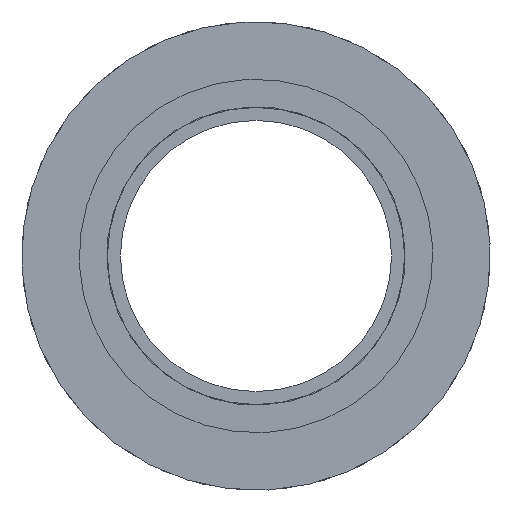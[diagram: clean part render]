
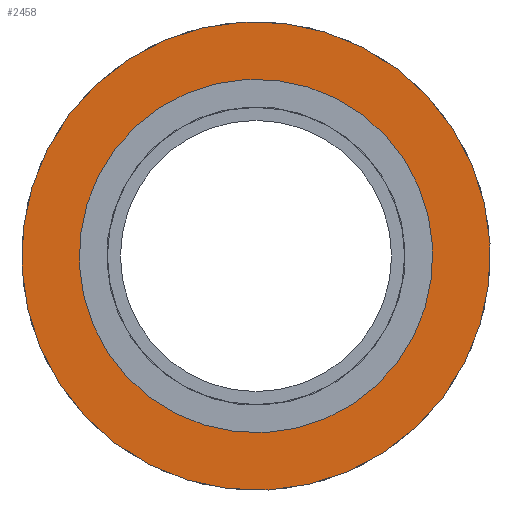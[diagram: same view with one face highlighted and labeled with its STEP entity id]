
A CAD part, front view. The second image highlights one B-rep face of the part: STEP entity #2458.
In plain terms, the highlighted planar face has unit normal (0, -1, 0).
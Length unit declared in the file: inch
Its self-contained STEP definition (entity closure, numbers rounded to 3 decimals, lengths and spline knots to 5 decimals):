
#195 = AXIS2_PLACEMENT_3D ( 'NONE', #3850, #3851, #3852 ) ;
#200 = CIRCLE ( 'NONE', #195, 0.815 ) ;
#227 = AXIS2_PLACEMENT_3D ( 'NONE', #3790, #3791, #3792 ) ;
#231 = CIRCLE ( 'NONE', #227, 0.815 ) ;
#795 = EDGE_LOOP ( 'NONE', ( #3210, #3209 ) ) ;
#797 = EDGE_LOOP ( 'NONE', ( #3207, #3205 ) ) ;
#1176 = CIRCLE ( 'NONE', #1353, 1.08 ) ;
#1303 = AXIS2_PLACEMENT_3D ( 'NONE', #2627, #2631, #2632 ) ;
#1312 = AXIS2_PLACEMENT_3D ( 'NONE', #1446, #1447, #1448 ) ;
#1350 = CIRCLE ( 'NONE', #1312, 1.08 ) ;
#1353 = AXIS2_PLACEMENT_3D ( 'NONE', #1759, #1760, #1761 ) ;
#1446 = CARTESIAN_POINT ( 'NONE',  ( 0., -0.797, 0. ) ) ;
#1447 = DIRECTION ( 'NONE',  ( 0., 1., 0. ) ) ;
#1448 = DIRECTION ( 'NONE',  ( -0.051, 0., 0.999 ) ) ;
#1634 = CARTESIAN_POINT ( 'NONE',  ( 0.04192, -0.797, -0.81392 ) ) ;
#1723 = CARTESIAN_POINT ( 'NONE',  ( 0.05555, -0.797, -1.07857 ) ) ;
#1727 = CARTESIAN_POINT ( 'NONE',  ( -0.05555, -0.797, 1.07857 ) ) ;
#1731 = CARTESIAN_POINT ( 'NONE',  ( -0.04192, -0.797, 0.81392 ) ) ;
#1759 = CARTESIAN_POINT ( 'NONE',  ( 0., -0.797, 0. ) ) ;
#1760 = DIRECTION ( 'NONE',  ( 0., 1., 0. ) ) ;
#1761 = DIRECTION ( 'NONE',  ( -0.051, 0., 0.999 ) ) ;
#2458 = ADVANCED_FACE ( 'NONE', ( #2628, #2629 ), #2630, .T. ) ;
#2544 = EDGE_CURVE ( 'NONE', #3503, #3492, #1350, .T. ) ;
#2627 = CARTESIAN_POINT ( 'NONE',  ( -1.07857, -0.797, -0.05555 ) ) ;
#2628 = FACE_BOUND ( 'NONE', #795, .T. ) ;
#2629 = FACE_OUTER_BOUND ( 'NONE', #797, .T. ) ;
#2630 = PLANE ( 'NONE',  #1303 ) ;
#2631 = DIRECTION ( 'NONE',  ( 0., -1., 0. ) ) ;
#2632 = DIRECTION ( 'NONE',  ( 0.051, 0., -0.999 ) ) ;
#3109 = VERTEX_POINT ( 'NONE', #1634 ) ;
#3205 = ORIENTED_EDGE ( 'NONE', *, *, #3592, .F. ) ;
#3207 = ORIENTED_EDGE ( 'NONE', *, *, #2544, .F. ) ;
#3209 = ORIENTED_EDGE ( 'NONE', *, *, #3655, .T. ) ;
#3210 = ORIENTED_EDGE ( 'NONE', *, *, #3635, .T. ) ;
#3492 = VERTEX_POINT ( 'NONE', #1723 ) ;
#3494 = VERTEX_POINT ( 'NONE', #1731 ) ;
#3503 = VERTEX_POINT ( 'NONE', #1727 ) ;
#3592 = EDGE_CURVE ( 'NONE', #3492, #3503, #1176, .T. ) ;
#3635 = EDGE_CURVE ( 'NONE', #3494, #3109, #231, .T. ) ;
#3655 = EDGE_CURVE ( 'NONE', #3109, #3494, #200, .T. ) ;
#3790 = CARTESIAN_POINT ( 'NONE',  ( 0., -0.797, 0. ) ) ;
#3791 = DIRECTION ( 'NONE',  ( 0., 1., 0. ) ) ;
#3792 = DIRECTION ( 'NONE',  ( -0.051, 0., 0.999 ) ) ;
#3850 = CARTESIAN_POINT ( 'NONE',  ( 0., -0.797, 0. ) ) ;
#3851 = DIRECTION ( 'NONE',  ( 0., 1., 0. ) ) ;
#3852 = DIRECTION ( 'NONE',  ( -0.051, 0., 0.999 ) ) ;
